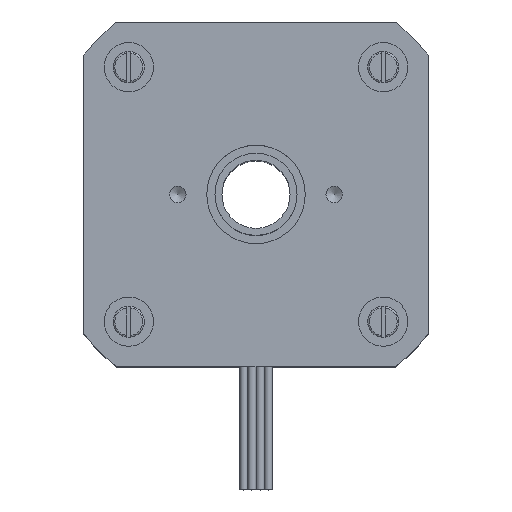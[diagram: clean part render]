
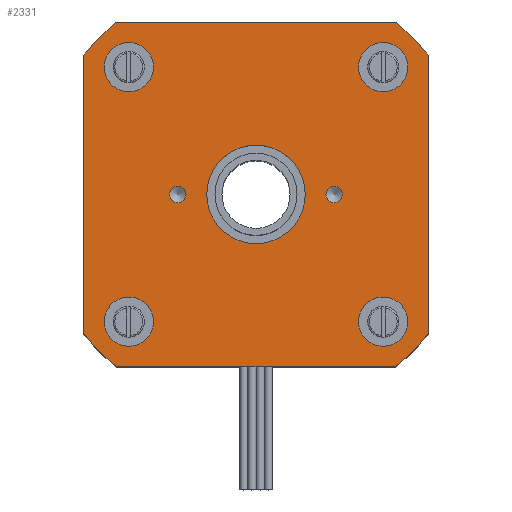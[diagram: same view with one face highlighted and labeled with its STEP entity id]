
A CAD part, top view. The second image highlights one B-rep face of the part: STEP entity #2331.
In plain terms, the highlighted planar face has unit normal (0, 0, 1).
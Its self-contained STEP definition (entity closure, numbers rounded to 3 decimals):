
#1548=CARTESIAN_POINT('',(6.,0.,11.0));
#1549=VERTEX_POINT('',#1548);
#1550=CARTESIAN_POINT('',(0.0,0.0,11.0));
#1551=DIRECTION('',(0.0,0.0,-1.0));
#1552=DIRECTION('',(-1.0,0.0,0.0));
#1553=AXIS2_PLACEMENT_3D('',#1550,#1551,#1552);
#1554=CIRCLE('',#1553,6.);
#1555=EDGE_CURVE('',#1549,#1549,#1554,.T.);
#2023=CARTESIAN_POINT('',(21.0,16.971,11.0));
#2024=VERTEX_POINT('',#2023);
#2031=CARTESIAN_POINT('',(21.0,-16.971,11.0));
#2032=VERTEX_POINT('',#2031);
#2033=CARTESIAN_POINT('',(21.0,16.971,11.0));
#2034=DIRECTION('',(0.0,-1.0,0.0));
#2035=VECTOR('',#2034,33.941);
#2036=LINE('',#2033,#2035);
#2037=EDGE_CURVE('',#2024,#2032,#2036,.T.);
#2179=CARTESIAN_POINT('',(-16.971,21.,11.0));
#2180=VERTEX_POINT('',#2179);
#2187=CARTESIAN_POINT('',(16.971,21.,11.0));
#2188=VERTEX_POINT('',#2187);
#2189=CARTESIAN_POINT('',(-16.971,21.,11.0));
#2190=DIRECTION('',(1.0,0.0,0.0));
#2191=VECTOR('',#2190,33.941);
#2192=LINE('',#2189,#2191);
#2193=EDGE_CURVE('',#2180,#2188,#2192,.T.);
#2205=CARTESIAN_POINT('',(0.,0.,11.0));
#2206=DIRECTION('',(0.0,0.0,1.0));
#2207=DIRECTION('',(1.0,0.0,0.0));
#2208=AXIS2_PLACEMENT_3D('',#2205,#2206,#2207);
#2209=PLANE('',#2208);
#2210=ORIENTED_EDGE('',*,*,#2193,.F.);
#2211=CARTESIAN_POINT('',(-21.0,16.971,11.0));
#2212=VERTEX_POINT('',#2211);
#2213=CARTESIAN_POINT('',(0.0,0.0,11.0));
#2214=DIRECTION('',(0.0,0.0,-1.0));
#2215=DIRECTION('',(0.629,-0.778,0.0));
#2216=AXIS2_PLACEMENT_3D('',#2213,#2214,#2215);
#2217=CIRCLE('',#2216,27.);
#2218=EDGE_CURVE('',#2212,#2180,#2217,.T.);
#2219=ORIENTED_EDGE('',*,*,#2218,.F.);
#2220=CARTESIAN_POINT('',(-21.,-16.971,11.0));
#2221=VERTEX_POINT('',#2220);
#2222=CARTESIAN_POINT('',(-21.,-16.971,11.0));
#2223=DIRECTION('',(0.0,1.0,0.0));
#2224=VECTOR('',#2223,33.941);
#2225=LINE('',#2222,#2224);
#2226=EDGE_CURVE('',#2221,#2212,#2225,.T.);
#2227=ORIENTED_EDGE('',*,*,#2226,.F.);
#2228=CARTESIAN_POINT('',(-16.971,-21.0,11.0));
#2229=VERTEX_POINT('',#2228);
#2230=CARTESIAN_POINT('',(0.0,0.0,11.0));
#2231=DIRECTION('',(0.0,0.0,-1.));
#2232=DIRECTION('',(0.778,0.629,0.0));
#2233=AXIS2_PLACEMENT_3D('',#2230,#2231,#2232);
#2234=CIRCLE('',#2233,27.);
#2235=EDGE_CURVE('',#2229,#2221,#2234,.T.);
#2236=ORIENTED_EDGE('',*,*,#2235,.F.);
#2237=CARTESIAN_POINT('',(16.971,-21.0,11.0));
#2238=VERTEX_POINT('',#2237);
#2239=CARTESIAN_POINT('',(16.971,-21.0,11.0));
#2240=DIRECTION('',(-1.0,0.0,0.0));
#2241=VECTOR('',#2240,33.941);
#2242=LINE('',#2239,#2241);
#2243=EDGE_CURVE('',#2238,#2229,#2242,.T.);
#2244=ORIENTED_EDGE('',*,*,#2243,.F.);
#2245=CARTESIAN_POINT('',(0.0,0.0,11.0));
#2246=DIRECTION('',(0.0,0.0,-1.0));
#2247=DIRECTION('',(-0.629,0.778,0.0));
#2248=AXIS2_PLACEMENT_3D('',#2245,#2246,#2247);
#2249=CIRCLE('',#2248,27.0);
#2250=EDGE_CURVE('',#2032,#2238,#2249,.T.);
#2251=ORIENTED_EDGE('',*,*,#2250,.F.);
#2252=ORIENTED_EDGE('',*,*,#2037,.F.);
#2253=CARTESIAN_POINT('',(0.0,0.0,11.0));
#2254=DIRECTION('',(0.0,0.0,-1.0));
#2255=DIRECTION('',(-0.778,-0.629,0.0));
#2256=AXIS2_PLACEMENT_3D('',#2253,#2254,#2255);
#2257=CIRCLE('',#2256,27.0);
#2258=EDGE_CURVE('',#2188,#2024,#2257,.T.);
#2259=ORIENTED_EDGE('',*,*,#2258,.F.);
#2260=EDGE_LOOP('',(#2210,#2219,#2227,#2236,#2244,#2251,#2252,#2259));
#2261=FACE_OUTER_BOUND('',#2260,.T.);
#2262=ORIENTED_EDGE('',*,*,#1555,.T.);
#2263=EDGE_LOOP('',(#2262));
#2264=FACE_BOUND('',#2263,.T.);
#2265=CARTESIAN_POINT('',(-8.519,0.,11.0));
#2266=VERTEX_POINT('',#2265);
#2267=CARTESIAN_POINT('',(-9.525,0.,11.0));
#2268=DIRECTION('',(0.0,0.0,-1.0));
#2269=DIRECTION('',(1.0,0.0,0.0));
#2270=AXIS2_PLACEMENT_3D('',#2267,#2268,#2269);
#2271=CIRCLE('',#2270,1.007);
#2272=EDGE_CURVE('',#2266,#2266,#2271,.T.);
#2273=ORIENTED_EDGE('',*,*,#2272,.T.);
#2274=EDGE_LOOP('',(#2273));
#2275=FACE_BOUND('',#2274,.T.);
#2276=CARTESIAN_POINT('',(10.532,0.,11.0));
#2277=VERTEX_POINT('',#2276);
#2278=CARTESIAN_POINT('',(9.525,0.,11.0));
#2279=DIRECTION('',(0.0,0.0,-1.0));
#2280=DIRECTION('',(1.0,0.0,0.0));
#2281=AXIS2_PLACEMENT_3D('',#2278,#2279,#2280);
#2282=CIRCLE('',#2281,1.007);
#2283=EDGE_CURVE('',#2277,#2277,#2282,.T.);
#2284=ORIENTED_EDGE('',*,*,#2283,.T.);
#2285=EDGE_LOOP('',(#2284));
#2286=FACE_BOUND('',#2285,.T.);
#2287=CARTESIAN_POINT('',(-12.5,15.5,11.0));
#2288=VERTEX_POINT('',#2287);
#2289=CARTESIAN_POINT('',(-15.5,15.5,11.0));
#2290=DIRECTION('',(0.0,0.0,-1.0));
#2291=DIRECTION('',(1.0,0.0,0.0));
#2292=AXIS2_PLACEMENT_3D('',#2289,#2290,#2291);
#2293=CIRCLE('',#2292,3.);
#2294=EDGE_CURVE('',#2288,#2288,#2293,.T.);
#2295=ORIENTED_EDGE('',*,*,#2294,.T.);
#2296=EDGE_LOOP('',(#2295));
#2297=FACE_BOUND('',#2296,.T.);
#2298=CARTESIAN_POINT('',(18.5,15.5,11.0));
#2299=VERTEX_POINT('',#2298);
#2300=CARTESIAN_POINT('',(15.5,15.5,11.0));
#2301=DIRECTION('',(0.0,0.0,-1.0));
#2302=DIRECTION('',(1.0,0.0,0.0));
#2303=AXIS2_PLACEMENT_3D('',#2300,#2301,#2302);
#2304=CIRCLE('',#2303,3.);
#2305=EDGE_CURVE('',#2299,#2299,#2304,.T.);
#2306=ORIENTED_EDGE('',*,*,#2305,.T.);
#2307=EDGE_LOOP('',(#2306));
#2308=FACE_BOUND('',#2307,.T.);
#2309=CARTESIAN_POINT('',(-12.5,-15.5,11.0));
#2310=VERTEX_POINT('',#2309);
#2311=CARTESIAN_POINT('',(-15.5,-15.5,11.0));
#2312=DIRECTION('',(0.0,0.0,-1.0));
#2313=DIRECTION('',(1.0,0.0,0.0));
#2314=AXIS2_PLACEMENT_3D('',#2311,#2312,#2313);
#2315=CIRCLE('',#2314,3.);
#2316=EDGE_CURVE('',#2310,#2310,#2315,.T.);
#2317=ORIENTED_EDGE('',*,*,#2316,.T.);
#2318=EDGE_LOOP('',(#2317));
#2319=FACE_BOUND('',#2318,.T.);
#2320=CARTESIAN_POINT('',(18.5,-15.5,11.0));
#2321=VERTEX_POINT('',#2320);
#2322=CARTESIAN_POINT('',(15.5,-15.5,11.0));
#2323=DIRECTION('',(0.0,0.0,-1.0));
#2324=DIRECTION('',(1.0,0.0,0.0));
#2325=AXIS2_PLACEMENT_3D('',#2322,#2323,#2324);
#2326=CIRCLE('',#2325,3.);
#2327=EDGE_CURVE('',#2321,#2321,#2326,.T.);
#2328=ORIENTED_EDGE('',*,*,#2327,.T.);
#2329=EDGE_LOOP('',(#2328));
#2330=FACE_BOUND('',#2329,.T.);
#2331=ADVANCED_FACE('',(#2261,#2264,#2275,#2286,#2297,#2308,#2319,#2330),#2209,.T.);
